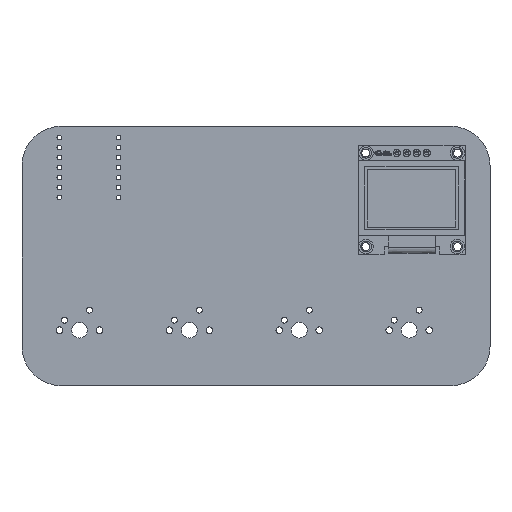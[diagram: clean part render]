
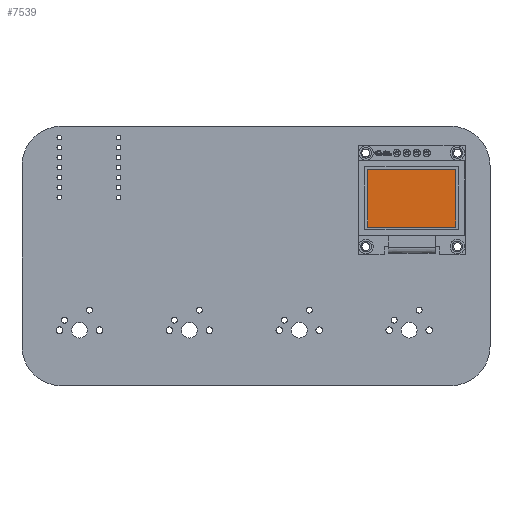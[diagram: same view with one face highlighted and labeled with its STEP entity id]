
A CAD part, top view. The second image highlights one B-rep face of the part: STEP entity #7539.
In plain terms, the highlighted planar face has unit normal (0, 0, 1).
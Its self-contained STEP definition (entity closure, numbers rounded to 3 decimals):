
#7461 = EDGE_CURVE('',#7462,#7464,#7466,.T.);
#7462 = VERTEX_POINT('',#7463);
#7463 = CARTESIAN_POINT('',(11.195,-19.4,
    3.12));
#7464 = VERTEX_POINT('',#7465);
#7465 = CARTESIAN_POINT('',(11.195,-4.7,
    3.12));
#7466 = LINE('',#7467,#7468);
#7467 = CARTESIAN_POINT('',(11.195,-12.45,
    3.12));
#7468 = VECTOR('',#7469,1.);
#7469 = DIRECTION('',(0.,1.,0.));
#7471 = EDGE_CURVE('',#7472,#7462,#7474,.T.);
#7472 = VERTEX_POINT('',#7473);
#7473 = CARTESIAN_POINT('',(-11.195,-19.4,
    3.12));
#7474 = LINE('',#7475,#7476);
#7475 = CARTESIAN_POINT('',(0.,-19.4,
    3.12));
#7476 = VECTOR('',#7477,1.);
#7477 = DIRECTION('',(1.,0.,0.));
#7479 = EDGE_CURVE('',#7480,#7472,#7482,.T.);
#7480 = VERTEX_POINT('',#7481);
#7481 = CARTESIAN_POINT('',(-11.195,-4.7,
    3.12));
#7482 = LINE('',#7483,#7484);
#7483 = CARTESIAN_POINT('',(-11.195,-12.45,
    3.12));
#7484 = VECTOR('',#7485,1.);
#7485 = DIRECTION('',(0.,-1.,0.));
#7487 = EDGE_CURVE('',#7464,#7480,#7488,.T.);
#7488 = LINE('',#7489,#7490);
#7489 = CARTESIAN_POINT('',(0.,-4.7,
    3.12));
#7490 = VECTOR('',#7491,1.);
#7491 = DIRECTION('',(-1.,0.,0.));
#7539 = ADVANCED_FACE('',(#7540),#7546,.F.);
#7540 = FACE_BOUND('',#7541,.T.);
#7541 = EDGE_LOOP('',(#7542,#7543,#7544,#7545));
#7542 = ORIENTED_EDGE('',*,*,#7471,.T.);
#7543 = ORIENTED_EDGE('',*,*,#7461,.T.);
#7544 = ORIENTED_EDGE('',*,*,#7487,.T.);
#7545 = ORIENTED_EDGE('',*,*,#7479,.T.);
#7546 = PLANE('',#7547);
#7547 = AXIS2_PLACEMENT_3D('',#7548,#7549,#7550);
#7548 = CARTESIAN_POINT('',(0.,-12.45,
    3.12));
#7549 = DIRECTION('',(0.,0.,-1.));
#7550 = DIRECTION('',(-1.,0.,0.));
